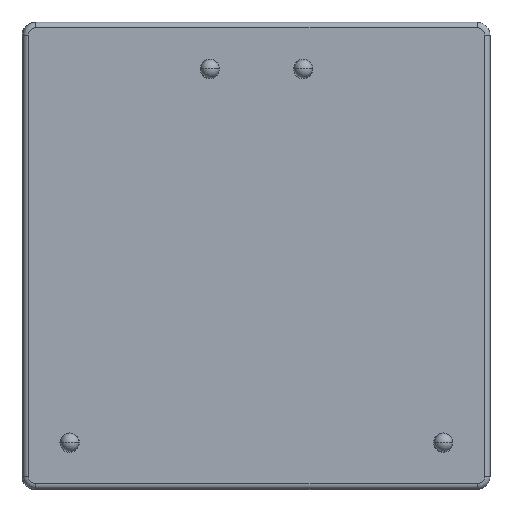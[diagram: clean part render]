
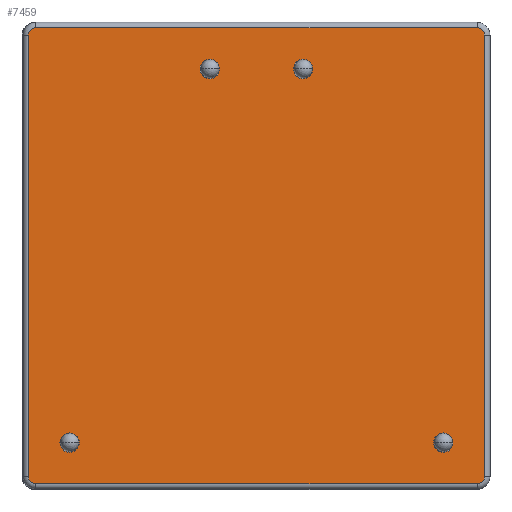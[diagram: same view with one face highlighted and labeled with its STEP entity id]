
A CAD part, top view. The second image highlights one B-rep face of the part: STEP entity #7459.
In plain terms, the highlighted planar face has unit normal (0, 0, 1).
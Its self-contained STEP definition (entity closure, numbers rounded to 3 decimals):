
#2551=CARTESIAN_POINT('',(113.713,87.146,7.998));
#2552=DIRECTION('',(0.,0.,-1.));
#2553=DIRECTION('',(-1.,0.,0.));
#2554=AXIS2_PLACEMENT_3D('',#2551,#2552,#2553);
#2556=CARTESIAN_POINT('',(137.713,87.146,7.998));
#2557=DIRECTION('',(0.,0.,-1.));
#2558=DIRECTION('',(0.,1.,0.));
#2559=AXIS2_PLACEMENT_3D('',#2556,#2557,#2558);
#2561=CARTESIAN_POINT('',(137.713,63.146,7.998));
#2562=DIRECTION('',(0.,0.,-1.));
#2563=DIRECTION('',(1.,0.,0.));
#2564=AXIS2_PLACEMENT_3D('',#2561,#2562,#2563);
#2566=CARTESIAN_POINT('',(113.713,63.146,7.998));
#2567=DIRECTION('',(0.,0.,-1.));
#2568=DIRECTION('',(0.,-1.,0.));
#2569=AXIS2_PLACEMENT_3D('',#2566,#2567,#2568);
#2571=CARTESIAN_POINT('',(135.873,64.986,7.998));
#2572=DIRECTION('',(0.,0.,1.));
#2573=DIRECTION('',(1.,0.,0.));
#2574=AXIS2_PLACEMENT_3D('',#2571,#2572,#2573);
#2576=CARTESIAN_POINT('',(135.873,64.986,7.998));
#2577=DIRECTION('',(0.,0.,1.));
#2578=DIRECTION('',(0.,1.,0.));
#2579=AXIS2_PLACEMENT_3D('',#2576,#2577,#2578);
#2581=CARTESIAN_POINT('',(135.873,64.986,7.998));
#2582=DIRECTION('',(0.,0.,1.));
#2583=DIRECTION('',(-1.,0.,0.));
#2584=AXIS2_PLACEMENT_3D('',#2581,#2582,#2583);
#2586=CARTESIAN_POINT('',(135.873,64.986,7.998));
#2587=DIRECTION('',(0.,0.,1.));
#2588=DIRECTION('',(0.,-1.,0.));
#2589=AXIS2_PLACEMENT_3D('',#2586,#2587,#2588);
#2591=CARTESIAN_POINT('',(115.553,64.986,7.998));
#2592=DIRECTION('',(0.,0.,1.));
#2593=DIRECTION('',(1.,0.,0.));
#2594=AXIS2_PLACEMENT_3D('',#2591,#2592,#2593);
#2596=CARTESIAN_POINT('',(115.553,64.986,7.998));
#2597=DIRECTION('',(0.,0.,1.));
#2598=DIRECTION('',(0.,1.,0.));
#2599=AXIS2_PLACEMENT_3D('',#2596,#2597,#2598);
#2601=CARTESIAN_POINT('',(115.553,64.986,7.998));
#2602=DIRECTION('',(0.,0.,1.));
#2603=DIRECTION('',(-1.,0.,0.));
#2604=AXIS2_PLACEMENT_3D('',#2601,#2602,#2603);
#2606=CARTESIAN_POINT('',(115.553,64.986,7.998));
#2607=DIRECTION('',(0.,0.,1.));
#2608=DIRECTION('',(0.,-1.,0.));
#2609=AXIS2_PLACEMENT_3D('',#2606,#2607,#2608);
#2611=CARTESIAN_POINT('',(128.253,85.306,7.998));
#2612=DIRECTION('',(0.,0.,1.));
#2613=DIRECTION('',(-1.,0.,0.));
#2614=AXIS2_PLACEMENT_3D('',#2611,#2612,#2613);
#2616=CARTESIAN_POINT('',(128.253,85.306,7.998));
#2617=DIRECTION('',(0.,0.,1.));
#2618=DIRECTION('',(0.,-1.,0.));
#2619=AXIS2_PLACEMENT_3D('',#2616,#2617,#2618);
#2621=CARTESIAN_POINT('',(128.253,85.306,7.998));
#2622=DIRECTION('',(0.,0.,1.));
#2623=DIRECTION('',(1.,0.,0.));
#2624=AXIS2_PLACEMENT_3D('',#2621,#2622,#2623);
#2626=CARTESIAN_POINT('',(128.253,85.306,7.998));
#2627=DIRECTION('',(0.,0.,1.));
#2628=DIRECTION('',(0.,1.,0.));
#2629=AXIS2_PLACEMENT_3D('',#2626,#2627,#2628);
#2631=CARTESIAN_POINT('',(123.173,85.306,7.998));
#2632=DIRECTION('',(0.,0.,1.));
#2633=DIRECTION('',(-1.,0.,0.));
#2634=AXIS2_PLACEMENT_3D('',#2631,#2632,#2633);
#2636=CARTESIAN_POINT('',(123.173,85.306,7.998));
#2637=DIRECTION('',(0.,0.,1.));
#2638=DIRECTION('',(0.,-1.,0.));
#2639=AXIS2_PLACEMENT_3D('',#2636,#2637,#2638);
#2641=CARTESIAN_POINT('',(123.173,85.306,7.998));
#2642=DIRECTION('',(0.,0.,1.));
#2643=DIRECTION('',(1.,0.,0.));
#2644=AXIS2_PLACEMENT_3D('',#2641,#2642,#2643);
#2646=CARTESIAN_POINT('',(123.173,85.306,7.998));
#2647=DIRECTION('',(0.,0.,1.));
#2648=DIRECTION('',(0.,1.,0.));
#2649=AXIS2_PLACEMENT_3D('',#2646,#2647,#2648);
#2651=DIRECTION('',(0.,-1.,0.));
#2652=VECTOR('',#2651,24.);
#2653=CARTESIAN_POINT('',(113.313,87.146,7.998));
#2654=LINE('',#2653,#2652);
#2674=DIRECTION('',(1.,0.,0.));
#2675=VECTOR('',#2674,24.);
#2676=CARTESIAN_POINT('',(113.713,62.746,7.998));
#2677=LINE('',#2676,#2675);
#2697=DIRECTION('',(0.,1.,0.));
#2698=VECTOR('',#2697,24.);
#2699=CARTESIAN_POINT('',(138.113,63.146,7.998));
#2700=LINE('',#2699,#2698);
#2720=DIRECTION('',(-1.,0.,0.));
#2721=VECTOR('',#2720,24.);
#2722=CARTESIAN_POINT('',(137.713,87.546,7.998));
#2723=LINE('',#2722,#2721);
#4363=CARTESIAN_POINT('',(135.348,64.986,7.998));
#4364=VERTEX_POINT('',#4363);
#4365=CARTESIAN_POINT('',(135.873,65.511,7.998));
#4366=VERTEX_POINT('',#4365);
#4367=CARTESIAN_POINT('',(136.398,64.986,7.998));
#4368=VERTEX_POINT('',#4367);
#4369=CARTESIAN_POINT('',(135.873,64.461,7.998));
#4370=VERTEX_POINT('',#4369);
#4371=CARTESIAN_POINT('',(113.313,87.146,7.998));
#4372=CARTESIAN_POINT('',(113.313,63.146,7.998));
#4373=VERTEX_POINT('',#4371);
#4374=VERTEX_POINT('',#4372);
#4375=CARTESIAN_POINT('',(113.713,87.546,7.998));
#4376=VERTEX_POINT('',#4375);
#4377=CARTESIAN_POINT('',(137.713,87.546,7.998));
#4378=VERTEX_POINT('',#4377);
#4379=CARTESIAN_POINT('',(138.113,87.146,7.998));
#4380=VERTEX_POINT('',#4379);
#4381=CARTESIAN_POINT('',(138.113,63.146,7.998));
#4382=VERTEX_POINT('',#4381);
#4383=CARTESIAN_POINT('',(137.713,62.746,7.998));
#4384=VERTEX_POINT('',#4383);
#4385=CARTESIAN_POINT('',(113.713,62.746,7.998));
#4386=VERTEX_POINT('',#4385);
#4387=CARTESIAN_POINT('',(115.553,65.511,7.998));
#4388=CARTESIAN_POINT('',(115.028,64.986,7.998));
#4389=VERTEX_POINT('',#4387);
#4390=VERTEX_POINT('',#4388);
#4391=CARTESIAN_POINT('',(116.078,64.986,7.998));
#4392=VERTEX_POINT('',#4391);
#4393=CARTESIAN_POINT('',(115.553,64.461,7.998));
#4394=VERTEX_POINT('',#4393);
#4395=CARTESIAN_POINT('',(128.253,84.781,7.998));
#4396=CARTESIAN_POINT('',(128.778,85.306,7.998));
#4397=VERTEX_POINT('',#4395);
#4398=VERTEX_POINT('',#4396);
#4399=CARTESIAN_POINT('',(127.728,85.306,7.998));
#4400=VERTEX_POINT('',#4399);
#4401=CARTESIAN_POINT('',(128.253,85.831,7.998));
#4402=VERTEX_POINT('',#4401);
#4403=CARTESIAN_POINT('',(123.173,84.781,7.998));
#4404=CARTESIAN_POINT('',(123.698,85.306,7.998));
#4405=VERTEX_POINT('',#4403);
#4406=VERTEX_POINT('',#4404);
#4407=CARTESIAN_POINT('',(122.648,85.306,7.998));
#4408=VERTEX_POINT('',#4407);
#4409=CARTESIAN_POINT('',(123.173,85.831,7.998));
#4410=VERTEX_POINT('',#4409);
#7400=CARTESIAN_POINT('',(125.713,75.146,7.998));
#7401=DIRECTION('',(0.,0.,-1.));
#7402=DIRECTION('',(1.,0.,0.));
#7403=AXIS2_PLACEMENT_3D('',#7400,#7401,#7402);
#7404=PLANE('',#7403);
#7406=ORIENTED_EDGE('',*,*,#7405,.F.);
#7408=ORIENTED_EDGE('',*,*,#7407,.T.);
#7410=ORIENTED_EDGE('',*,*,#7409,.F.);
#7412=ORIENTED_EDGE('',*,*,#7411,.T.);
#7414=ORIENTED_EDGE('',*,*,#7413,.F.);
#7416=ORIENTED_EDGE('',*,*,#7415,.T.);
#7418=ORIENTED_EDGE('',*,*,#7417,.F.);
#7420=ORIENTED_EDGE('',*,*,#7419,.T.);
#7421=EDGE_LOOP('',(#7406,#7408,#7410,#7412,#7414,#7416,#7418,#7420));
#7422=FACE_OUTER_BOUND('',#7421,.F.);
#7423=ORIENTED_EDGE('',*,*,#7363,.T.);
#7424=ORIENTED_EDGE('',*,*,#7361,.T.);
#7425=ORIENTED_EDGE('',*,*,#7387,.T.);
#7426=ORIENTED_EDGE('',*,*,#7385,.T.);
#7427=EDGE_LOOP('',(#7423,#7424,#7425,#7426));
#7428=FACE_BOUND('',#7427,.F.);
#7430=ORIENTED_EDGE('',*,*,#7429,.T.);
#7432=ORIENTED_EDGE('',*,*,#7431,.T.);
#7434=ORIENTED_EDGE('',*,*,#7433,.T.);
#7436=ORIENTED_EDGE('',*,*,#7435,.T.);
#7437=EDGE_LOOP('',(#7430,#7432,#7434,#7436));
#7438=FACE_BOUND('',#7437,.F.);
#7440=ORIENTED_EDGE('',*,*,#7439,.T.);
#7442=ORIENTED_EDGE('',*,*,#7441,.T.);
#7444=ORIENTED_EDGE('',*,*,#7443,.T.);
#7446=ORIENTED_EDGE('',*,*,#7445,.T.);
#7447=EDGE_LOOP('',(#7440,#7442,#7444,#7446));
#7448=FACE_BOUND('',#7447,.F.);
#7450=ORIENTED_EDGE('',*,*,#7449,.T.);
#7452=ORIENTED_EDGE('',*,*,#7451,.T.);
#7454=ORIENTED_EDGE('',*,*,#7453,.T.);
#7456=ORIENTED_EDGE('',*,*,#7455,.T.);
#7457=EDGE_LOOP('',(#7450,#7452,#7454,#7456));
#7458=FACE_BOUND('',#7457,.F.);
#2555=CIRCLE('',#2554,0.4);
#2560=CIRCLE('',#2559,0.4);
#2565=CIRCLE('',#2564,0.4);
#2570=CIRCLE('',#2569,0.4);
#2575=CIRCLE('',#2574,0.525);
#2580=CIRCLE('',#2579,0.525);
#2585=CIRCLE('',#2584,0.525);
#2590=CIRCLE('',#2589,0.525);
#2595=CIRCLE('',#2594,0.525);
#2600=CIRCLE('',#2599,0.525);
#2605=CIRCLE('',#2604,0.525);
#2610=CIRCLE('',#2609,0.525);
#2615=CIRCLE('',#2614,0.525);
#2620=CIRCLE('',#2619,0.525);
#2625=CIRCLE('',#2624,0.525);
#2630=CIRCLE('',#2629,0.525);
#2635=CIRCLE('',#2634,0.525);
#2640=CIRCLE('',#2639,0.525);
#2645=CIRCLE('',#2644,0.525);
#2650=CIRCLE('',#2649,0.525);
#7361=EDGE_CURVE('',#4366,#4364,#2580,.T.);
#7363=EDGE_CURVE('',#4368,#4366,#2575,.T.);
#7385=EDGE_CURVE('',#4370,#4368,#2590,.T.);
#7387=EDGE_CURVE('',#4364,#4370,#2585,.T.);
#7405=EDGE_CURVE('',#4373,#4374,#2654,.T.);
#7407=EDGE_CURVE('',#4373,#4376,#2555,.T.);
#7409=EDGE_CURVE('',#4378,#4376,#2723,.T.);
#7411=EDGE_CURVE('',#4378,#4380,#2560,.T.);
#7413=EDGE_CURVE('',#4382,#4380,#2700,.T.);
#7415=EDGE_CURVE('',#4382,#4384,#2565,.T.);
#7417=EDGE_CURVE('',#4386,#4384,#2677,.T.);
#7419=EDGE_CURVE('',#4386,#4374,#2570,.T.);
#7429=EDGE_CURVE('',#4392,#4389,#2595,.T.);
#7431=EDGE_CURVE('',#4389,#4390,#2600,.T.);
#7433=EDGE_CURVE('',#4390,#4394,#2605,.T.);
#7435=EDGE_CURVE('',#4394,#4392,#2610,.T.);
#7439=EDGE_CURVE('',#4400,#4397,#2615,.T.);
#7441=EDGE_CURVE('',#4397,#4398,#2620,.T.);
#7443=EDGE_CURVE('',#4398,#4402,#2625,.T.);
#7445=EDGE_CURVE('',#4402,#4400,#2630,.T.);
#7449=EDGE_CURVE('',#4408,#4405,#2635,.T.);
#7451=EDGE_CURVE('',#4405,#4406,#2640,.T.);
#7453=EDGE_CURVE('',#4406,#4410,#2645,.T.);
#7455=EDGE_CURVE('',#4410,#4408,#2650,.T.);
#7459=ADVANCED_FACE('',(#7422,#7428,#7438,#7448,#7458),#7404,.F.);
